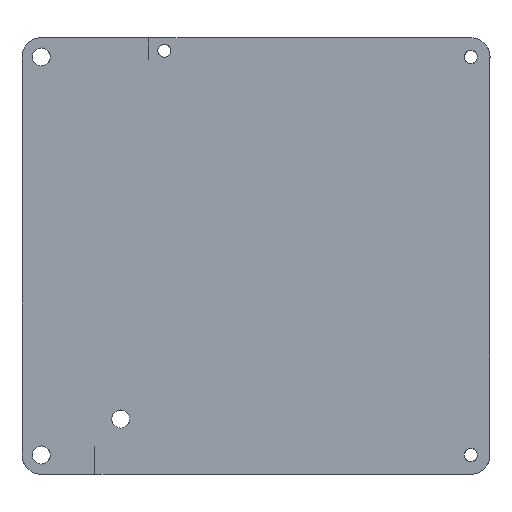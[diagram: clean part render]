
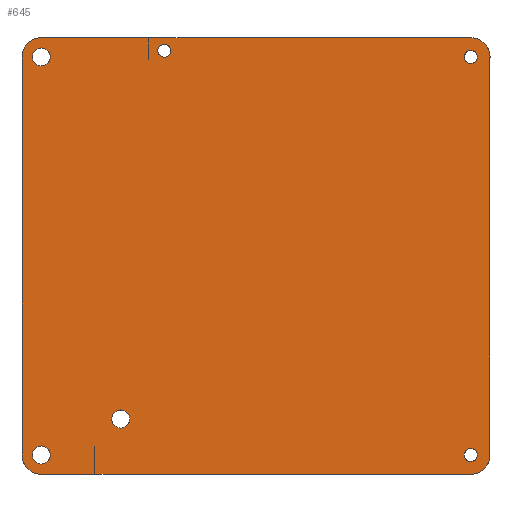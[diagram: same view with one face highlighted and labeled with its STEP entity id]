
A CAD part, top view. The second image highlights one B-rep face of the part: STEP entity #645.
In plain terms, the highlighted planar face has unit normal (0, 0, 1).
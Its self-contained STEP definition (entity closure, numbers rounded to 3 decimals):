
#21=FACE_BOUND('',#131,.T.);
#22=FACE_BOUND('',#132,.T.);
#23=FACE_BOUND('',#133,.T.);
#24=FACE_BOUND('',#134,.T.);
#25=FACE_BOUND('',#135,.T.);
#26=FACE_BOUND('',#136,.T.);
#44=PLANE('',#718);
#91=FACE_OUTER_BOUND('',#130,.T.);
#130=EDGE_LOOP('',(#574,#575,#576,#577,#578,#579,#580,#581,#582,#583,#584,
#585,#586,#587,#588,#589,#590,#591,#592,#593));
#131=EDGE_LOOP('',(#594));
#132=EDGE_LOOP('',(#595));
#133=EDGE_LOOP('',(#596));
#134=EDGE_LOOP('',(#597));
#135=EDGE_LOOP('',(#598));
#136=EDGE_LOOP('',(#599));
#157=LINE('',#1038,#218);
#165=LINE('',#1067,#226);
#168=LINE('',#1072,#229);
#170=LINE('',#1076,#231);
#172=LINE('',#1080,#233);
#175=LINE('',#1088,#236);
#177=LINE('',#1092,#238);
#179=LINE('',#1095,#240);
#181=LINE('',#1099,#242);
#184=LINE('',#1107,#245);
#187=LINE('',#1115,#248);
#189=LINE('',#1119,#250);
#190=LINE('',#1122,#251);
#192=LINE('',#1126,#253);
#194=LINE('',#1130,#255);
#197=LINE('',#1137,#258);
#218=VECTOR('',#787,10.);
#226=VECTOR('',#821,10.);
#229=VECTOR('',#826,10.);
#231=VECTOR('',#830,10.);
#233=VECTOR('',#834,10.);
#236=VECTOR('',#843,10.);
#238=VECTOR('',#847,10.);
#240=VECTOR('',#851,10.);
#242=VECTOR('',#855,10.);
#245=VECTOR('',#864,10.);
#248=VECTOR('',#873,10.);
#250=VECTOR('',#877,10.);
#251=VECTOR('',#880,10.);
#253=VECTOR('',#884,10.);
#255=VECTOR('',#888,10.);
#258=VECTOR('',#897,10.);
#265=CIRCLE('',#684,1.7);
#266=CIRCLE('',#686,1.7);
#267=CIRCLE('',#688,1.7);
#268=CIRCLE('',#690,2.35);
#269=CIRCLE('',#692,2.35);
#270=CIRCLE('',#694,2.35);
#271=CIRCLE('',#700,5.);
#272=CIRCLE('',#706,5.);
#273=CIRCLE('',#709,5.);
#274=CIRCLE('',#716,5.);
#307=VERTEX_POINT('',#1035);
#308=VERTEX_POINT('',#1037);
#309=VERTEX_POINT('',#1041);
#310=VERTEX_POINT('',#1045);
#311=VERTEX_POINT('',#1049);
#312=VERTEX_POINT('',#1053);
#313=VERTEX_POINT('',#1057);
#314=VERTEX_POINT('',#1061);
#315=VERTEX_POINT('',#1065);
#316=VERTEX_POINT('',#1066);
#317=VERTEX_POINT('',#1071);
#318=VERTEX_POINT('',#1075);
#319=VERTEX_POINT('',#1079);
#320=VERTEX_POINT('',#1083);
#321=VERTEX_POINT('',#1087);
#322=VERTEX_POINT('',#1091);
#323=VERTEX_POINT('',#1097);
#324=VERTEX_POINT('',#1101);
#325=VERTEX_POINT('',#1105);
#326=VERTEX_POINT('',#1109);
#327=VERTEX_POINT('',#1113);
#328=VERTEX_POINT('',#1117);
#329=VERTEX_POINT('',#1121);
#330=VERTEX_POINT('',#1125);
#331=VERTEX_POINT('',#1129);
#332=VERTEX_POINT('',#1133);
#371=EDGE_CURVE('',#307,#308,#157,.T.);
#374=EDGE_CURVE('',#309,#309,#265,.T.);
#376=EDGE_CURVE('',#310,#310,#266,.T.);
#378=EDGE_CURVE('',#311,#311,#267,.T.);
#380=EDGE_CURVE('',#312,#312,#268,.T.);
#382=EDGE_CURVE('',#313,#313,#269,.T.);
#384=EDGE_CURVE('',#314,#314,#270,.T.);
#385=EDGE_CURVE('',#315,#316,#165,.T.);
#388=EDGE_CURVE('',#317,#315,#168,.T.);
#390=EDGE_CURVE('',#318,#317,#170,.T.);
#392=EDGE_CURVE('',#318,#319,#172,.T.);
#394=EDGE_CURVE('',#320,#319,#271,.T.);
#396=EDGE_CURVE('',#320,#321,#175,.T.);
#398=EDGE_CURVE('',#322,#321,#177,.T.);
#400=EDGE_CURVE('',#308,#322,#179,.T.);
#402=EDGE_CURVE('',#307,#323,#181,.T.);
#404=EDGE_CURVE('',#324,#323,#272,.T.);
#406=EDGE_CURVE('',#324,#325,#184,.T.);
#408=EDGE_CURVE('',#326,#325,#273,.T.);
#410=EDGE_CURVE('',#326,#327,#187,.T.);
#412=EDGE_CURVE('',#328,#327,#189,.T.);
#413=EDGE_CURVE('',#329,#328,#190,.T.);
#415=EDGE_CURVE('',#330,#329,#192,.T.);
#417=EDGE_CURVE('',#330,#331,#194,.T.);
#419=EDGE_CURVE('',#332,#331,#274,.T.);
#421=EDGE_CURVE('',#332,#316,#197,.T.);
#574=ORIENTED_EDGE('',*,*,#421,.T.);
#575=ORIENTED_EDGE('',*,*,#385,.F.);
#576=ORIENTED_EDGE('',*,*,#388,.F.);
#577=ORIENTED_EDGE('',*,*,#390,.F.);
#578=ORIENTED_EDGE('',*,*,#392,.T.);
#579=ORIENTED_EDGE('',*,*,#394,.F.);
#580=ORIENTED_EDGE('',*,*,#396,.T.);
#581=ORIENTED_EDGE('',*,*,#398,.F.);
#582=ORIENTED_EDGE('',*,*,#400,.F.);
#583=ORIENTED_EDGE('',*,*,#371,.F.);
#584=ORIENTED_EDGE('',*,*,#402,.T.);
#585=ORIENTED_EDGE('',*,*,#404,.F.);
#586=ORIENTED_EDGE('',*,*,#406,.T.);
#587=ORIENTED_EDGE('',*,*,#408,.F.);
#588=ORIENTED_EDGE('',*,*,#410,.T.);
#589=ORIENTED_EDGE('',*,*,#412,.F.);
#590=ORIENTED_EDGE('',*,*,#413,.F.);
#591=ORIENTED_EDGE('',*,*,#415,.F.);
#592=ORIENTED_EDGE('',*,*,#417,.T.);
#593=ORIENTED_EDGE('',*,*,#419,.F.);
#594=ORIENTED_EDGE('',*,*,#384,.F.);
#595=ORIENTED_EDGE('',*,*,#382,.F.);
#596=ORIENTED_EDGE('',*,*,#380,.F.);
#597=ORIENTED_EDGE('',*,*,#378,.F.);
#598=ORIENTED_EDGE('',*,*,#376,.F.);
#599=ORIENTED_EDGE('',*,*,#374,.F.);
#645=ADVANCED_FACE('',(#91,#21,#22,#23,#24,#25,#26),#44,.F.);
#684=AXIS2_PLACEMENT_3D('',#1043,#792,#793);
#686=AXIS2_PLACEMENT_3D('',#1047,#797,#798);
#688=AXIS2_PLACEMENT_3D('',#1051,#802,#803);
#690=AXIS2_PLACEMENT_3D('',#1055,#807,#808);
#692=AXIS2_PLACEMENT_3D('',#1059,#812,#813);
#694=AXIS2_PLACEMENT_3D('',#1063,#817,#818);
#700=AXIS2_PLACEMENT_3D('',#1084,#838,#839);
#706=AXIS2_PLACEMENT_3D('',#1103,#859,#860);
#709=AXIS2_PLACEMENT_3D('',#1111,#868,#869);
#716=AXIS2_PLACEMENT_3D('',#1134,#892,#893);
#718=AXIS2_PLACEMENT_3D('',#1138,#898,#899);
#787=DIRECTION('',(0.,1.,0.));
#792=DIRECTION('center_axis',(0.,0.,1.));
#793=DIRECTION('ref_axis',(-1.,0.,0.));
#797=DIRECTION('center_axis',(0.,0.,1.));
#798=DIRECTION('ref_axis',(-1.,0.,0.));
#802=DIRECTION('center_axis',(0.,0.,1.));
#803=DIRECTION('ref_axis',(-1.,0.,0.));
#807=DIRECTION('center_axis',(0.,0.,1.));
#808=DIRECTION('ref_axis',(-1.,0.,0.));
#812=DIRECTION('center_axis',(0.,0.,1.));
#813=DIRECTION('ref_axis',(-1.,0.,0.));
#817=DIRECTION('center_axis',(0.,0.,1.));
#818=DIRECTION('ref_axis',(-1.,0.,0.));
#821=DIRECTION('',(-1.,0.,0.));
#826=DIRECTION('',(0.,1.,0.));
#830=DIRECTION('',(1.,0.,0.));
#834=DIRECTION('',(0.,-1.,0.));
#838=DIRECTION('center_axis',(0.,0.,-1.));
#839=DIRECTION('ref_axis',(0.,-1.,0.));
#843=DIRECTION('',(1.,0.,0.));
#847=DIRECTION('',(0.,-1.,0.));
#851=DIRECTION('',(-1.,0.,0.));
#855=DIRECTION('',(1.,0.,0.));
#859=DIRECTION('center_axis',(0.,0.,
-1.));
#860=DIRECTION('ref_axis',(1.,0.,0.));
#864=DIRECTION('',(0.,1.,0.));
#868=DIRECTION('center_axis',(0.,0.,
-1.));
#869=DIRECTION('ref_axis',(0.,1.,0.));
#873=DIRECTION('',(-1.,0.,0.));
#877=DIRECTION('',(0.,1.,0.));
#880=DIRECTION('',(1.,0.,0.));
#884=DIRECTION('',(0.,-1.,0.));
#888=DIRECTION('',(-1.,0.,0.));
#892=DIRECTION('center_axis',(0.,0.,
-1.));
#893=DIRECTION('ref_axis',(-1.,0.,0.));
#897=DIRECTION('',(0.,-1.,0.));
#898=DIRECTION('center_axis',(0.,0.,-1.));
#899=DIRECTION('ref_axis',(1.,0.,0.));
#1035=CARTESIAN_POINT('',(-18.184,-143.25,61.4));
#1037=CARTESIAN_POINT('',(-18.184,-135.953,61.4));
#1038=CARTESIAN_POINT('',(-18.184,-143.25,61.4));
#1041=CARTESIAN_POINT('',(81.437,-138.25,61.4));
#1043=CARTESIAN_POINT('Origin',(79.737,-138.25,61.4));
#1045=CARTESIAN_POINT('',(81.437,-34.534,61.4));
#1047=CARTESIAN_POINT('Origin',(79.737,-34.534,61.4));
#1049=CARTESIAN_POINT('',(1.57,-32.93,61.4));
#1051=CARTESIAN_POINT('Origin',(-0.13,-32.93,61.4));
#1053=CARTESIAN_POINT('',(-29.843,-138.25,61.4));
#1055=CARTESIAN_POINT('Origin',(-32.193,-138.25,61.4));
#1057=CARTESIAN_POINT('',(-29.843,-34.534,61.4));
#1059=CARTESIAN_POINT('Origin',(-32.193,-34.534,61.4));
#1061=CARTESIAN_POINT('',(-9.128,-128.868,61.4));
#1063=CARTESIAN_POINT('Origin',(-11.478,-128.868,61.4));
#1065=CARTESIAN_POINT('',(-37.193,-40.7,61.4));
#1066=CARTESIAN_POINT('',(-37.2,-40.7,61.4));
#1067=CARTESIAN_POINT('',(-37.193,-40.7,61.4));
#1071=CARTESIAN_POINT('',(-37.193,-132.05,61.4));
#1072=CARTESIAN_POINT('',(-37.193,-132.05,61.4));
#1075=CARTESIAN_POINT('',(-37.2,-132.05,61.4));
#1076=CARTESIAN_POINT('',(-37.2,-132.05,61.4));
#1079=CARTESIAN_POINT('',(-37.2,-138.25,61.4));
#1080=CARTESIAN_POINT('',(-37.2,-34.534,61.4));
#1083=CARTESIAN_POINT('',(-32.2,-143.25,61.4));
#1084=CARTESIAN_POINT('Origin',(-32.2,-138.25,61.4));
#1087=CARTESIAN_POINT('',(-18.185,-143.25,61.4));
#1088=CARTESIAN_POINT('',(-32.2,-143.25,61.4));
#1091=CARTESIAN_POINT('',(-18.185,-135.953,61.4));
#1092=CARTESIAN_POINT('',(-18.185,-135.953,61.4));
#1095=CARTESIAN_POINT('',(-18.184,-135.953,61.4));
#1097=CARTESIAN_POINT('',(79.737,-143.25,61.4));
#1099=CARTESIAN_POINT('',(-32.2,-143.25,61.4));
#1101=CARTESIAN_POINT('',(84.737,-138.25,61.4));
#1103=CARTESIAN_POINT('Origin',(79.737,-138.25,61.4));
#1105=CARTESIAN_POINT('',(84.737,-34.534,61.4));
#1107=CARTESIAN_POINT('',(84.737,-138.25,61.4));
#1109=CARTESIAN_POINT('',(79.737,-29.534,61.4));
#1111=CARTESIAN_POINT('Origin',(79.737,-34.534,61.4));
#1113=CARTESIAN_POINT('',(-4.13,-29.534,61.4));
#1115=CARTESIAN_POINT('',(79.737,-29.534,61.4));
#1117=CARTESIAN_POINT('',(-4.13,-35.241,61.4));
#1119=CARTESIAN_POINT('',(-4.13,-35.241,61.4));
#1121=CARTESIAN_POINT('',(-4.13,-35.241,61.4));
#1122=CARTESIAN_POINT('',(-4.13,-35.241,61.4));
#1125=CARTESIAN_POINT('',(-4.13,-29.534,61.4));
#1126=CARTESIAN_POINT('',(-4.13,-29.534,61.4));
#1129=CARTESIAN_POINT('',(-32.2,-29.534,61.4));
#1130=CARTESIAN_POINT('',(79.737,-29.534,61.4));
#1133=CARTESIAN_POINT('',(-37.2,-34.534,61.4));
#1134=CARTESIAN_POINT('Origin',(-32.2,-34.534,61.4));
#1137=CARTESIAN_POINT('',(-37.2,-34.534,61.4));
#1138=CARTESIAN_POINT('Origin',(23.769,-86.375,61.4));
